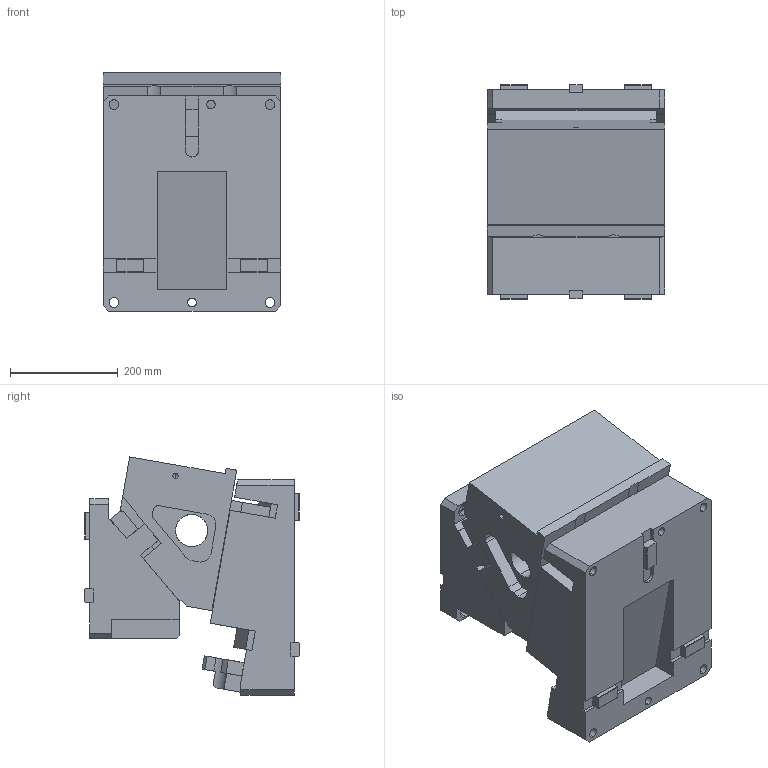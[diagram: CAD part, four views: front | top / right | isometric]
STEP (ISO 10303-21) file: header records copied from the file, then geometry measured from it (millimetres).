
FILE_DESCRIPTION(('CATIA V5 STEP Exchange'),'2;1');
FILE_NAME('CDCV_330_10_80.stp','2015-05-12T07:04:06+00:00',('none'),('none'),'CATIA Version 5 Release 19 SP 2 (IN-10)','CATIA V5 STEP AP203','none');
FILE_SCHEMA(('CONFIG_CONTROL_DESIGN'));
Length unit declared in the file: millimetre
Products named in the file (1): CDCV_330_10_80
Bounding box: 330 x 398 x 442.94 mm (x, y, z)
Volume: 34111690.4 mm3; surface area: 1581251.5 mm2
Topology: 3 solids, 3 shells, 342 faces, 944 edges, 615 vertices
Faces by surface type: plane 264, cylinder 71, cone 6, extrusion 1
Entity records: 11663 total; most frequent: CARTESIAN_POINT 3307, ORIENTED_EDGE 1876, DIRECTION 1415, EDGE_CURVE 938, VECTOR 778, LINE 777, VERTEX_POINT 615, EDGE_LOOP 381
